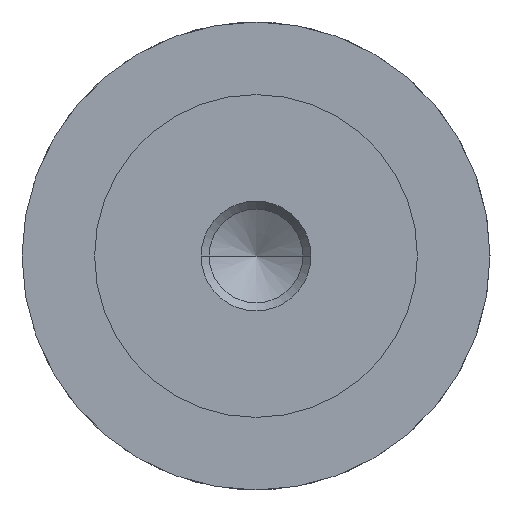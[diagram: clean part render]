
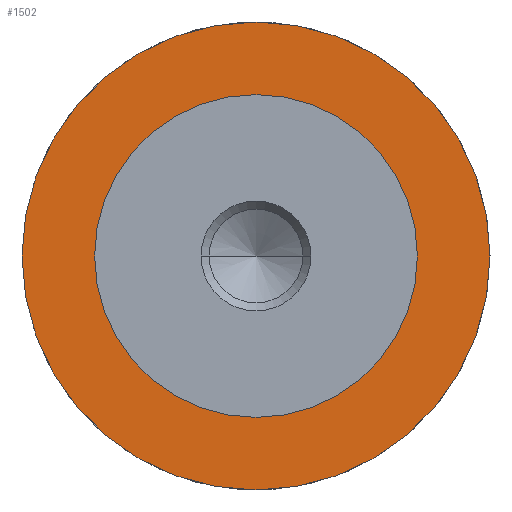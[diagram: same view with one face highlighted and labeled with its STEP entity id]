
A CAD part, front view. The second image highlights one B-rep face of the part: STEP entity #1502.
In plain terms, the highlighted planar face has unit normal (0, -1, 0).
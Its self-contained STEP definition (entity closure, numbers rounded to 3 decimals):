
#618=CARTESIAN_POINT('',(-29.,3.,0.0));
#619=VERTEX_POINT('',#618);
#628=CARTESIAN_POINT('',(29.,3.,0.));
#629=VERTEX_POINT('',#628);
#630=CARTESIAN_POINT('',(0.0,3.,0.0));
#631=DIRECTION('',(0.0,1.0,0.0));
#632=DIRECTION('',(-1.0,0.0,0.0));
#633=AXIS2_PLACEMENT_3D('',#630,#631,#632);
#634=CIRCLE('',#633,29.);
#635=EDGE_CURVE('',#619,#629,#634,.T.);
#662=CARTESIAN_POINT('',(-20.0,3.,0.0));
#663=VERTEX_POINT('',#662);
#679=CARTESIAN_POINT('',(20.0,3.,0.));
#680=VERTEX_POINT('',#679);
#687=CARTESIAN_POINT('',(0.0,3.,0.0));
#688=DIRECTION('',(0.0,1.0,0.0));
#689=DIRECTION('',(-1.0,0.0,0.0));
#690=AXIS2_PLACEMENT_3D('',#687,#688,#689);
#691=CIRCLE('',#690,20.0);
#692=EDGE_CURVE('',#663,#680,#691,.T.);
#1471=CARTESIAN_POINT('',(0.0,3.,0.0));
#1472=DIRECTION('',(0.0,1.0,0.0));
#1473=DIRECTION('',(-1.0,0.0,0.0));
#1474=AXIS2_PLACEMENT_3D('',#1471,#1472,#1473);
#1475=CIRCLE('',#1474,20.0);
#1476=EDGE_CURVE('',#680,#663,#1475,.T.);
#1483=CARTESIAN_POINT('',(-24.5,3.,0.0));
#1484=DIRECTION('',(0.0,-1.0,0.0));
#1485=DIRECTION('',(0.0,0.0,-1.0));
#1486=AXIS2_PLACEMENT_3D('',#1483,#1484,#1485);
#1487=PLANE('',#1486);
#1488=ORIENTED_EDGE('',*,*,#635,.F.);
#1489=CARTESIAN_POINT('',(0.0,3.,0.0));
#1490=DIRECTION('',(0.0,1.0,0.0));
#1491=DIRECTION('',(-1.0,0.0,0.0));
#1492=AXIS2_PLACEMENT_3D('',#1489,#1490,#1491);
#1493=CIRCLE('',#1492,29.);
#1494=EDGE_CURVE('',#629,#619,#1493,.T.);
#1495=ORIENTED_EDGE('',*,*,#1494,.F.);
#1496=EDGE_LOOP('',(#1488,#1495));
#1497=FACE_OUTER_BOUND('',#1496,.T.);
#1498=ORIENTED_EDGE('',*,*,#692,.T.);
#1499=ORIENTED_EDGE('',*,*,#1476,.T.);
#1500=EDGE_LOOP('',(#1498,#1499));
#1501=FACE_BOUND('',#1500,.T.);
#1502=ADVANCED_FACE('',(#1497,#1501),#1487,.T.);
